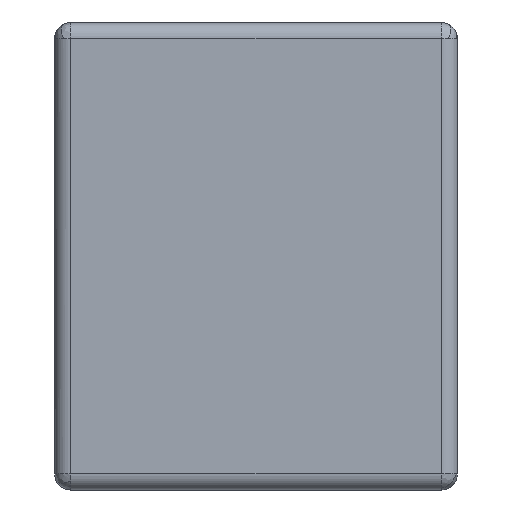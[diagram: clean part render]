
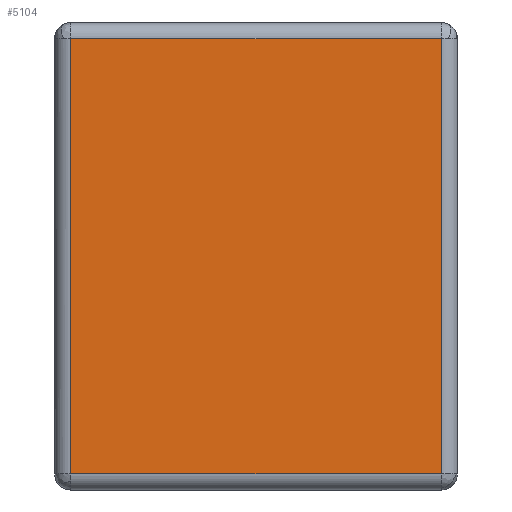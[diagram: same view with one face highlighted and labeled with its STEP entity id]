
A CAD part, left-side view. The second image highlights one B-rep face of the part: STEP entity #5104.
In plain terms, the highlighted face is planar.
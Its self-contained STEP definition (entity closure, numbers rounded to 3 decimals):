
#136 = EDGE_LOOP ( 'NONE', ( #399, #2597, #376, #4076 ) ) ;
#226 = VERTEX_POINT ( 'NONE', #2844 ) ;
#337 = EDGE_CURVE ( 'NONE', #1439, #4045, #3528, .T. ) ;
#376 = ORIENTED_EDGE ( 'NONE', *, *, #807, .F. ) ;
#399 = ORIENTED_EDGE ( 'NONE', *, *, #337, .F. ) ;
#561 = EDGE_CURVE ( 'NONE', #226, #1439, #6072, .T. ) ;
#595 = VECTOR ( 'NONE', #5701, 1000. ) ;
#775 = DIRECTION ( 'NONE',  ( 1., 0., 0. ) ) ;
#807 = EDGE_CURVE ( 'NONE', #1643, #226, #1760, .T. ) ;
#1418 = EDGE_CURVE ( 'NONE', #4045, #1643, #4911, .T. ) ;
#1439 = VERTEX_POINT ( 'NONE', #5292 ) ;
#1458 = FACE_OUTER_BOUND ( 'NONE', #136, .T. ) ;
#1643 = VERTEX_POINT ( 'NONE', #5853 ) ;
#1760 = LINE ( 'NONE', #5334, #3247 ) ;
#2084 = AXIS2_PLACEMENT_3D ( 'NONE', #4124, #775, #4693 ) ;
#2597 = ORIENTED_EDGE ( 'NONE', *, *, #561, .F. ) ;
#2844 = CARTESIAN_POINT ( 'NONE',  ( 0.3, 0.842, 0.05 ) ) ;
#3003 = CARTESIAN_POINT ( 'NONE',  ( 0.3, -0.046, 0.05 ) ) ;
#3053 = DIRECTION ( 'NONE',  ( 0., -1., 0. ) ) ;
#3247 = VECTOR ( 'NONE', #5011, 1000. ) ;
#3528 = LINE ( 'NONE', #3957, #6499 ) ;
#3867 = CARTESIAN_POINT ( 'NONE',  ( 0.3, -0.308, 1.4 ) ) ;
#3957 = CARTESIAN_POINT ( 'NONE',  ( 0.3, -0.308, 0. ) ) ;
#4045 = VERTEX_POINT ( 'NONE', #3867 ) ;
#4076 = ORIENTED_EDGE ( 'NONE', *, *, #1418, .F. ) ;
#4124 = CARTESIAN_POINT ( 'NONE',  ( 0.3, -0.358, 0. ) ) ;
#4578 = VECTOR ( 'NONE', #3053, 1000. ) ;
#4675 = PLANE ( 'NONE',  #2084 ) ;
#4693 = DIRECTION ( 'NONE',  ( 0., 1., 0. ) ) ;
#4911 = LINE ( 'NONE', #5720, #595 ) ;
#5011 = DIRECTION ( 'NONE',  ( 0., 0., -1. ) ) ;
#5104 = ADVANCED_FACE ( 'NONE', ( #1458 ), #4675, .T. ) ;
#5292 = CARTESIAN_POINT ( 'NONE',  ( 0.3, -0.308, 0.05 ) ) ;
#5334 = CARTESIAN_POINT ( 'NONE',  ( 0.3, 0.842, 0. ) ) ;
#5701 = DIRECTION ( 'NONE',  ( 0., 1., 0. ) ) ;
#5720 = CARTESIAN_POINT ( 'NONE',  ( 0.3, -0.046, 1.4 ) ) ;
#5804 = DIRECTION ( 'NONE',  ( 0., 0., 1. ) ) ;
#5853 = CARTESIAN_POINT ( 'NONE',  ( 0.3, 0.842, 1.4 ) ) ;
#6072 = LINE ( 'NONE', #3003, #4578 ) ;
#6499 = VECTOR ( 'NONE', #5804, 1000. ) ;
